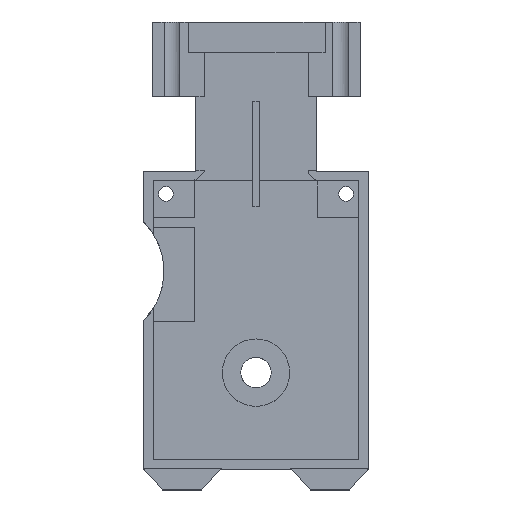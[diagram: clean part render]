
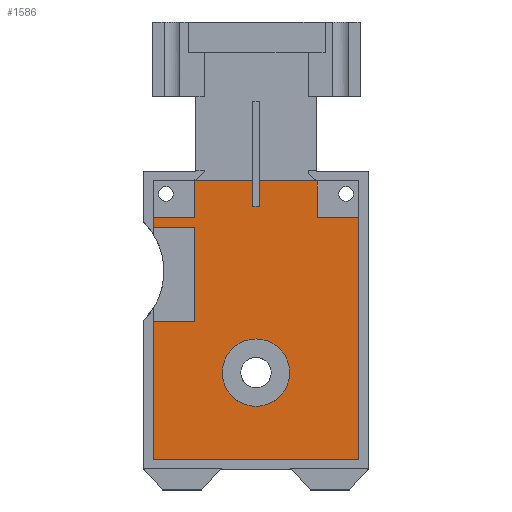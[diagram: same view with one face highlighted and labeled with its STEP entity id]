
A CAD part, top view. The second image highlights one B-rep face of the part: STEP entity #1586.
In plain terms, the highlighted planar face has unit normal (0, 0, 1).
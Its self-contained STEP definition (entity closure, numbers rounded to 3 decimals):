
#29=FACE_BOUND('',#201,.T.);
#40=PLANE('',#1690);
#114=FACE_OUTER_BOUND('',#200,.T.);
#200=EDGE_LOOP('',(#1170,#1171,#1172,#1173,#1174,#1175,#1176,#1177,#1178,
#1179,#1180,#1181,#1182,#1183,#1184,#1185));
#201=EDGE_LOOP('',(#1186));
#317=LINE('',#2278,#530);
#321=LINE('',#2286,#534);
#324=LINE('',#2293,#537);
#328=LINE('',#2300,#541);
#329=LINE('',#2302,#542);
#330=LINE('',#2304,#543);
#331=LINE('',#2306,#544);
#332=LINE('',#2308,#545);
#333=LINE('',#2310,#546);
#334=LINE('',#2312,#547);
#335=LINE('',#2314,#548);
#336=LINE('',#2316,#549);
#337=LINE('',#2318,#550);
#338=LINE('',#2320,#551);
#339=LINE('',#2322,#552);
#340=LINE('',#2323,#553);
#530=VECTOR('',#1837,2.069);
#534=VECTOR('',#1843,10.);
#537=VECTOR('',#1848,10.);
#541=VECTOR('',#1854,10.);
#542=VECTOR('',#1855,2.069);
#543=VECTOR('',#1856,1.526);
#544=VECTOR('',#1857,2.069);
#545=VECTOR('',#1858,1.);
#546=VECTOR('',#1859,1.);
#547=VECTOR('',#1860,1.526);
#548=VECTOR('',#1861,1.);
#549=VECTOR('',#1862,1.);
#550=VECTOR('',#1863,1.);
#551=VECTOR('',#1864,1.526);
#552=VECTOR('',#1865,1.);
#553=VECTOR('',#1866,1.);
#714=CIRCLE('',#1691,5.);
#760=VERTEX_POINT('',#2275);
#761=VERTEX_POINT('',#2277);
#764=VERTEX_POINT('',#2285);
#766=VERTEX_POINT('',#2291);
#767=VERTEX_POINT('',#2292);
#770=VERTEX_POINT('',#2301);
#771=VERTEX_POINT('',#2303);
#772=VERTEX_POINT('',#2305);
#773=VERTEX_POINT('',#2307);
#774=VERTEX_POINT('',#2309);
#775=VERTEX_POINT('',#2311);
#776=VERTEX_POINT('',#2313);
#777=VERTEX_POINT('',#2315);
#778=VERTEX_POINT('',#2317);
#779=VERTEX_POINT('',#2319);
#780=VERTEX_POINT('',#2321);
#781=VERTEX_POINT('',#2324);
#918=EDGE_CURVE('',#760,#761,#317,.T.);
#922=EDGE_CURVE('',#760,#764,#321,.T.);
#925=EDGE_CURVE('',#766,#767,#324,.T.);
#929=EDGE_CURVE('',#764,#766,#328,.T.);
#930=EDGE_CURVE('',#770,#767,#329,.T.);
#931=EDGE_CURVE('',#770,#771,#330,.T.);
#932=EDGE_CURVE('',#771,#772,#331,.T.);
#933=EDGE_CURVE('',#773,#772,#332,.T.);
#934=EDGE_CURVE('',#774,#773,#333,.T.);
#935=EDGE_CURVE('',#774,#775,#334,.T.);
#936=EDGE_CURVE('',#776,#775,#335,.T.);
#937=EDGE_CURVE('',#777,#776,#336,.T.);
#938=EDGE_CURVE('',#778,#777,#337,.T.);
#939=EDGE_CURVE('',#778,#779,#338,.T.);
#940=EDGE_CURVE('',#780,#779,#339,.T.);
#941=EDGE_CURVE('',#761,#780,#340,.T.);
#942=EDGE_CURVE('',#781,#781,#714,.T.);
#1170=ORIENTED_EDGE('',*,*,#922,.T.);
#1171=ORIENTED_EDGE('',*,*,#929,.T.);
#1172=ORIENTED_EDGE('',*,*,#925,.T.);
#1173=ORIENTED_EDGE('',*,*,#930,.F.);
#1174=ORIENTED_EDGE('',*,*,#931,.T.);
#1175=ORIENTED_EDGE('',*,*,#932,.T.);
#1176=ORIENTED_EDGE('',*,*,#933,.F.);
#1177=ORIENTED_EDGE('',*,*,#934,.F.);
#1178=ORIENTED_EDGE('',*,*,#935,.T.);
#1179=ORIENTED_EDGE('',*,*,#936,.F.);
#1180=ORIENTED_EDGE('',*,*,#937,.F.);
#1181=ORIENTED_EDGE('',*,*,#938,.F.);
#1182=ORIENTED_EDGE('',*,*,#939,.T.);
#1183=ORIENTED_EDGE('',*,*,#940,.F.);
#1184=ORIENTED_EDGE('',*,*,#941,.F.);
#1185=ORIENTED_EDGE('',*,*,#918,.F.);
#1186=ORIENTED_EDGE('',*,*,#942,.F.);
#1586=ADVANCED_FACE('',(#114,#29),#40,.T.);
#1690=AXIS2_PLACEMENT_3D('',#2299,#1852,#1853);
#1691=AXIS2_PLACEMENT_3D('',#2325,#1867,#1868);
#1837=DIRECTION('',(0.,1.,0.));
#1843=DIRECTION('',(1.,0.,0.));
#1848=DIRECTION('',(-1.,0.,0.));
#1852=DIRECTION('center_axis',(0.,0.,
1.));
#1853=DIRECTION('ref_axis',(1.,0.,0.));
#1854=DIRECTION('',(0.,-1.,0.));
#1855=DIRECTION('',(0.,1.,0.));
#1856=DIRECTION('',(1.,0.,0.));
#1857=DIRECTION('',(0.,1.,0.));
#1858=DIRECTION('',(1.,0.,0.));
#1859=DIRECTION('',(0.,-1.,0.));
#1860=DIRECTION('',(-1.,0.,0.));
#1861=DIRECTION('',(0.,1.,0.));
#1862=DIRECTION('',(1.,0.,0.));
#1863=DIRECTION('',(0.,-1.,0.));
#1864=DIRECTION('',(-1.,0.,0.));
#1865=DIRECTION('',(0.,1.,0.));
#1866=DIRECTION('',(1.,0.,0.));
#1867=DIRECTION('center_axis',(0.,0.,
1.));
#1868=DIRECTION('ref_axis',(1.,0.,0.));
#2275=CARTESIAN_POINT('',(-18.508,6.905,1.493));
#2277=CARTESIAN_POINT('',(-18.508,8.4,1.493));
#2278=CARTESIAN_POINT('',(-18.508,-6.853,1.493));
#2285=CARTESIAN_POINT('',(-12.4,6.905,1.493));
#2286=CARTESIAN_POINT('',(-7.825,6.905,1.493));
#2291=CARTESIAN_POINT('',(-12.4,-7.035,1.493));
#2292=CARTESIAN_POINT('',(-18.508,-7.035,1.493));
#2293=CARTESIAN_POINT('',(-10.879,-7.035,1.493));
#2299=CARTESIAN_POINT('Origin',(-3.25,-6.853,1.493));
#2300=CARTESIAN_POINT('',(-12.4,-0.474,1.493));
#2301=CARTESIAN_POINT('',(-18.508,-27.542,1.493));
#2302=CARTESIAN_POINT('',(-18.508,-6.853,1.493));
#2303=CARTESIAN_POINT('',(12.008,-27.542,1.493));
#2304=CARTESIAN_POINT('',(-3.25,-27.542,1.493));
#2305=CARTESIAN_POINT('',(12.008,8.4,1.493));
#2306=CARTESIAN_POINT('',(12.008,-6.853,1.493));
#2307=CARTESIAN_POINT('',(5.8,8.4,1.493));
#2308=CARTESIAN_POINT('',(3.,8.4,1.493));
#2309=CARTESIAN_POINT('',(5.8,13.835,1.493));
#2310=CARTESIAN_POINT('',(5.8,2.273,1.493));
#2311=CARTESIAN_POINT('',(-2.75,13.835,1.493));
#2312=CARTESIAN_POINT('',(-3.25,13.835,1.493));
#2313=CARTESIAN_POINT('',(-2.75,10.1,1.493));
#2314=CARTESIAN_POINT('',(-2.75,5.498,1.493));
#2315=CARTESIAN_POINT('',(-3.75,10.1,1.493));
#2316=CARTESIAN_POINT('',(-3.25,10.1,1.493));
#2317=CARTESIAN_POINT('',(-3.75,13.835,1.493));
#2318=CARTESIAN_POINT('',(-3.75,5.498,1.493));
#2319=CARTESIAN_POINT('',(-12.4,13.835,1.493));
#2320=CARTESIAN_POINT('',(-3.25,13.835,1.493));
#2321=CARTESIAN_POINT('',(-12.4,8.4,1.493));
#2322=CARTESIAN_POINT('',(-12.4,2.273,1.493));
#2323=CARTESIAN_POINT('',(-9.55,8.4,1.493));
#2324=CARTESIAN_POINT('',(-8.25,-14.6,1.493));
#2325=CARTESIAN_POINT('Origin',(-3.25,-14.6,1.493));
